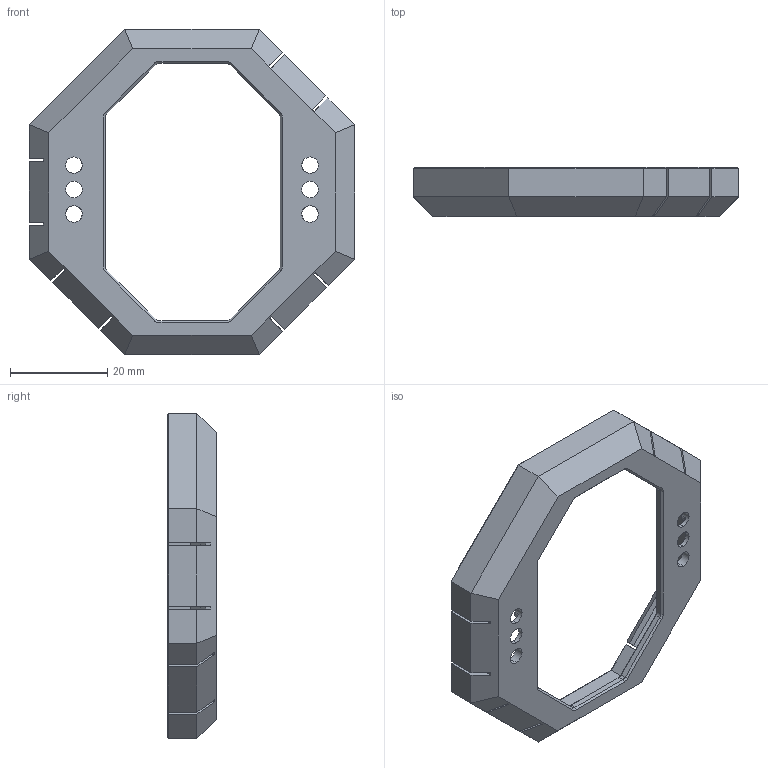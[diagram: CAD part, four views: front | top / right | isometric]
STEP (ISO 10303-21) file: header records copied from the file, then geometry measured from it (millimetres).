
FILE_DESCRIPTION(('FreeCAD Model'),'2;1');
FILE_NAME('LightCase_20b_Base.STEP','2017-02-20T12:37:41',('Author'),('' ),'Open CASCADE STEP processor 6.8','FreeCAD','Unknown');
FILE_SCHEMA(('AUTOMOTIVE_DESIGN_CC2 { 1 2 10303 214 -1 1 5 4 }'));
Length unit declared in the file: millimetre
Products named in the file (1): LightCase_20b_Base
Bounding box: 66.76 x 10 x 66.76 mm (x, y, z)
Volume: 6172.4 mm3; surface area: 7394.2 mm2
Topology: 1 solids, 1 shells, 231 faces, 610 edges, 379 vertices
Faces by surface type: plane 183, cylinder 32, cone 16
Entity records: 19619 total; most frequent: CARTESIAN_POINT 7625, DIRECTION 2142, LINE 1462, VECTOR 1462, ORIENTED_EDGE 1220, PCURVE 1220, DEFINITIONAL_REPRESENTATION 1220, EDGE_CURVE 610
